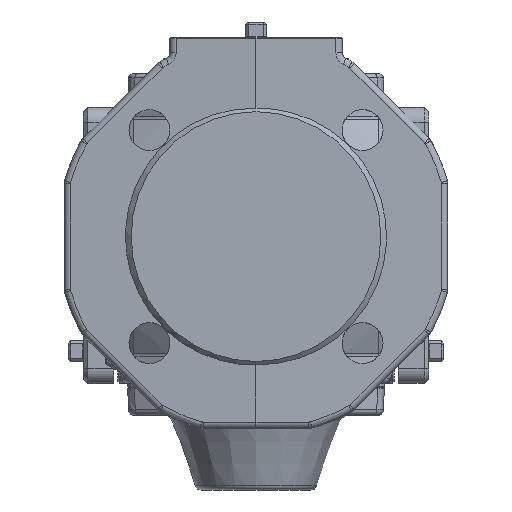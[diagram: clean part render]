
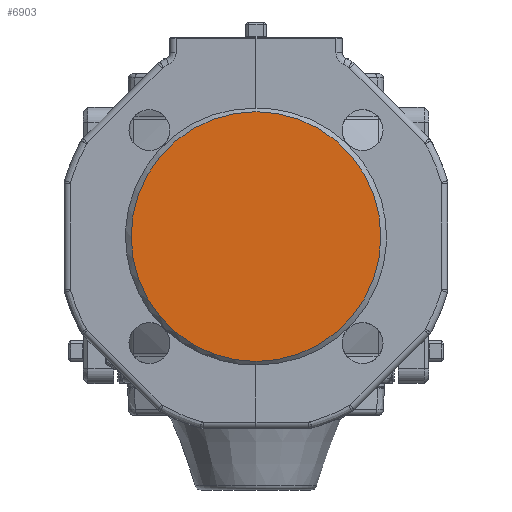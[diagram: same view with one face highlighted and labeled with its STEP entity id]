
A CAD part, left-side view. The second image highlights one B-rep face of the part: STEP entity #6903.
In plain terms, the highlighted planar face has unit normal (-1, 0, 0).
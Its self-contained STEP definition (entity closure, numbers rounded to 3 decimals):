
#6903=ADVANCED_FACE('',(#9361),#8558,.T.);
#8558=PLANE('',#30817);
#9361=FACE_OUTER_BOUND('',#11016,.T.);
#11016=EDGE_LOOP('',(#14555));
#14555=ORIENTED_EDGE('',*,*,#25335,.T.);
#22298=VERTEX_POINT('',#46790);
#25335=EDGE_CURVE('',#22298,#22298,#28836,.T.);
#28836=CIRCLE('',#30816,57.9);
#30816=AXIS2_PLACEMENT_3D('',#46789,#35261,#35262);
#30817=AXIS2_PLACEMENT_3D('',#46791,#35263,#35264);
#35261=DIRECTION('',(-1.,0.,0.));
#35262=DIRECTION('',(0.,-1.,0.));
#35263=DIRECTION('',(-1.,0.,0.));
#35264=DIRECTION('',(0.,-1.,0.));
#46789=CARTESIAN_POINT('',(-145.,0.,0.));
#46790=CARTESIAN_POINT('',(-145.,-57.9,0.));
#46791=CARTESIAN_POINT('',(-145.,0.,-34.));
